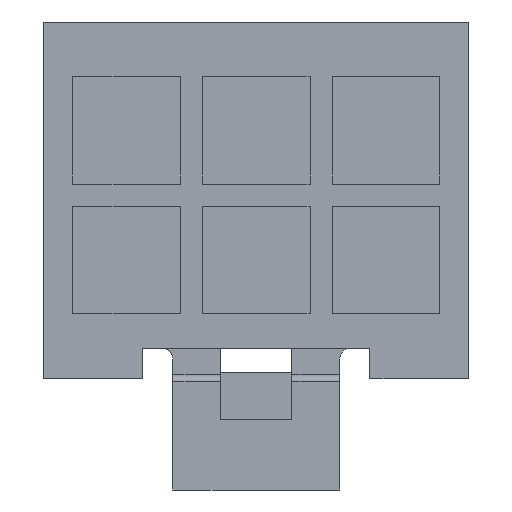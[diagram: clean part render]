
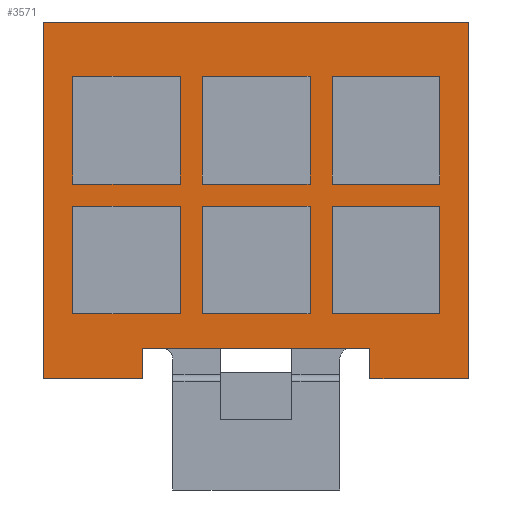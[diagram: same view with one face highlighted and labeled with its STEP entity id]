
A CAD part, front view. The second image highlights one B-rep face of the part: STEP entity #3571.
In plain terms, the highlighted planar face has unit normal (0, -1, 0).
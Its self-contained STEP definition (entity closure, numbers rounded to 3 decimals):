
#26=DIRECTION('',(0.,0.,-1.));
#27=VECTOR('',#26,8.25);
#28=CARTESIAN_POINT('',(4.92,-4.,4.13));
#29=LINE('',#28,#27);
#881=DIRECTION('',(1.,0.,0.));
#882=VECTOR('',#881,5.26);
#883=CARTESIAN_POINT('',(-2.63,-4.,-3.42));
#884=LINE('',#883,#882);
#885=DIRECTION('',(0.,0.,-1.));
#886=VECTOR('',#885,0.7);
#887=CARTESIAN_POINT('',(-2.63,-4.,-3.42));
#888=LINE('',#887,#886);
#889=DIRECTION('',(1.,0.,0.));
#890=VECTOR('',#889,9.85);
#891=CARTESIAN_POINT('',(-4.93,-4.,4.13));
#892=LINE('',#891,#890);
#893=DIRECTION('',(0.,0.,-1.));
#894=VECTOR('',#893,0.7);
#895=CARTESIAN_POINT('',(2.63,-4.,-3.42));
#896=LINE('',#895,#894);
#897=DIRECTION('',(0.,0.,1.));
#898=VECTOR('',#897,2.49);
#899=CARTESIAN_POINT('',(-1.755,-4.,-2.62));
#900=LINE('',#899,#898);
#901=DIRECTION('',(-1.,0.,0.));
#902=VECTOR('',#901,2.49);
#903=CARTESIAN_POINT('',(-1.755,-4.,-0.13));
#904=LINE('',#903,#902);
#905=DIRECTION('',(0.,0.,-1.));
#906=VECTOR('',#905,2.49);
#907=CARTESIAN_POINT('',(-4.245,-4.,-0.13));
#908=LINE('',#907,#906);
#909=DIRECTION('',(1.,0.,0.));
#910=VECTOR('',#909,2.49);
#911=CARTESIAN_POINT('',(-4.245,-4.,-2.62));
#912=LINE('',#911,#910);
#913=DIRECTION('',(0.,0.,1.));
#914=VECTOR('',#913,2.49);
#915=CARTESIAN_POINT('',(-1.755,-4.,0.38));
#916=LINE('',#915,#914);
#917=DIRECTION('',(-1.,0.,0.));
#918=VECTOR('',#917,2.49);
#919=CARTESIAN_POINT('',(-1.755,-4.,2.87));
#920=LINE('',#919,#918);
#921=DIRECTION('',(0.,0.,-1.));
#922=VECTOR('',#921,2.49);
#923=CARTESIAN_POINT('',(-4.245,-4.,2.87));
#924=LINE('',#923,#922);
#925=DIRECTION('',(1.,0.,0.));
#926=VECTOR('',#925,2.49);
#927=CARTESIAN_POINT('',(-4.245,-4.,0.38));
#928=LINE('',#927,#926);
#929=DIRECTION('',(0.,0.,1.));
#930=VECTOR('',#929,2.49);
#931=CARTESIAN_POINT('',(1.245,-4.,-2.62));
#932=LINE('',#931,#930);
#933=DIRECTION('',(-1.,0.,0.));
#934=VECTOR('',#933,2.49);
#935=CARTESIAN_POINT('',(1.245,-4.,-0.13));
#936=LINE('',#935,#934);
#937=DIRECTION('',(0.,0.,-1.));
#938=VECTOR('',#937,2.49);
#939=CARTESIAN_POINT('',(-1.245,-4.,-0.13));
#940=LINE('',#939,#938);
#941=DIRECTION('',(1.,0.,0.));
#942=VECTOR('',#941,2.49);
#943=CARTESIAN_POINT('',(-1.245,-4.,-2.62));
#944=LINE('',#943,#942);
#945=DIRECTION('',(0.,0.,1.));
#946=VECTOR('',#945,2.49);
#947=CARTESIAN_POINT('',(1.245,-4.,0.38));
#948=LINE('',#947,#946);
#949=DIRECTION('',(-1.,0.,0.));
#950=VECTOR('',#949,2.49);
#951=CARTESIAN_POINT('',(1.245,-4.,2.87));
#952=LINE('',#951,#950);
#953=DIRECTION('',(0.,0.,-1.));
#954=VECTOR('',#953,2.49);
#955=CARTESIAN_POINT('',(-1.245,-4.,2.87));
#956=LINE('',#955,#954);
#957=DIRECTION('',(1.,0.,0.));
#958=VECTOR('',#957,2.49);
#959=CARTESIAN_POINT('',(-1.245,-4.,0.38));
#960=LINE('',#959,#958);
#961=DIRECTION('',(0.,0.,1.));
#962=VECTOR('',#961,2.49);
#963=CARTESIAN_POINT('',(4.245,-4.,-2.62));
#964=LINE('',#963,#962);
#965=DIRECTION('',(-1.,0.,0.));
#966=VECTOR('',#965,2.49);
#967=CARTESIAN_POINT('',(4.245,-4.,-0.13));
#968=LINE('',#967,#966);
#969=DIRECTION('',(0.,0.,-1.));
#970=VECTOR('',#969,2.49);
#971=CARTESIAN_POINT('',(1.755,-4.,-0.13));
#972=LINE('',#971,#970);
#973=DIRECTION('',(1.,0.,0.));
#974=VECTOR('',#973,2.49);
#975=CARTESIAN_POINT('',(1.755,-4.,-2.62));
#976=LINE('',#975,#974);
#977=DIRECTION('',(0.,0.,1.));
#978=VECTOR('',#977,2.49);
#979=CARTESIAN_POINT('',(4.245,-4.,0.38));
#980=LINE('',#979,#978);
#981=DIRECTION('',(-1.,0.,0.));
#982=VECTOR('',#981,2.49);
#983=CARTESIAN_POINT('',(4.245,-4.,2.87));
#984=LINE('',#983,#982);
#985=DIRECTION('',(0.,0.,-1.));
#986=VECTOR('',#985,2.49);
#987=CARTESIAN_POINT('',(1.755,-4.,2.87));
#988=LINE('',#987,#986);
#989=DIRECTION('',(1.,0.,0.));
#990=VECTOR('',#989,2.49);
#991=CARTESIAN_POINT('',(1.755,-4.,0.38));
#992=LINE('',#991,#990);
#1336=DIRECTION('',(1.,0.,0.));
#1337=VECTOR('',#1336,2.29);
#1338=CARTESIAN_POINT('',(2.63,-4.,-4.12));
#1339=LINE('',#1338,#1337);
#1344=DIRECTION('',(1.,0.,0.));
#1345=VECTOR('',#1344,2.3);
#1346=CARTESIAN_POINT('',(-4.93,-4.,-4.12));
#1347=LINE('',#1346,#1345);
#1378=DIRECTION('',(0.,0.,1.));
#1379=VECTOR('',#1378,8.25);
#1380=CARTESIAN_POINT('',(-4.93,-4.,-4.12));
#1381=LINE('',#1380,#1379);
#1602=CARTESIAN_POINT('',(4.92,-4.,4.13));
#1604=VERTEX_POINT('',#1602);
#1605=CARTESIAN_POINT('',(4.92,-4.,-4.12));
#1606=VERTEX_POINT('',#1605);
#1621=CARTESIAN_POINT('',(-4.93,-4.,4.13));
#1623=VERTEX_POINT('',#1621);
#1625=CARTESIAN_POINT('',(-4.93,-4.,-4.12));
#1626=VERTEX_POINT('',#1625);
#1887=CARTESIAN_POINT('',(-2.63,-4.,-3.42));
#1888=CARTESIAN_POINT('',(2.63,-4.,-3.42));
#1889=VERTEX_POINT('',#1887);
#1890=VERTEX_POINT('',#1888);
#1891=CARTESIAN_POINT('',(2.63,-4.,-4.12));
#1892=VERTEX_POINT('',#1891);
#1893=CARTESIAN_POINT('',(-2.63,-4.,-4.12));
#1894=VERTEX_POINT('',#1893);
#2035=CARTESIAN_POINT('',(-1.755,-4.,-2.62));
#2036=CARTESIAN_POINT('',(-1.755,-4.,-0.13));
#2037=VERTEX_POINT('',#2035);
#2038=VERTEX_POINT('',#2036);
#2039=CARTESIAN_POINT('',(-4.245,-4.,-0.13));
#2040=VERTEX_POINT('',#2039);
#2041=CARTESIAN_POINT('',(-4.245,-4.,-2.62));
#2042=VERTEX_POINT('',#2041);
#2043=CARTESIAN_POINT('',(-1.755,-4.,0.38));
#2044=CARTESIAN_POINT('',(-1.755,-4.,2.87));
#2045=VERTEX_POINT('',#2043);
#2046=VERTEX_POINT('',#2044);
#2047=CARTESIAN_POINT('',(-4.245,-4.,2.87));
#2048=VERTEX_POINT('',#2047);
#2049=CARTESIAN_POINT('',(-4.245,-4.,0.38));
#2050=VERTEX_POINT('',#2049);
#2067=CARTESIAN_POINT('',(1.245,-4.,-2.62));
#2068=CARTESIAN_POINT('',(1.245,-4.,-0.13));
#2069=VERTEX_POINT('',#2067);
#2070=VERTEX_POINT('',#2068);
#2071=CARTESIAN_POINT('',(-1.245,-4.,-0.13));
#2072=VERTEX_POINT('',#2071);
#2073=CARTESIAN_POINT('',(-1.245,-4.,-2.62));
#2074=VERTEX_POINT('',#2073);
#2075=CARTESIAN_POINT('',(1.245,-4.,0.38));
#2076=CARTESIAN_POINT('',(1.245,-4.,2.87));
#2077=VERTEX_POINT('',#2075);
#2078=VERTEX_POINT('',#2076);
#2079=CARTESIAN_POINT('',(-1.245,-4.,2.87));
#2080=VERTEX_POINT('',#2079);
#2081=CARTESIAN_POINT('',(-1.245,-4.,0.38));
#2082=VERTEX_POINT('',#2081);
#2099=CARTESIAN_POINT('',(4.245,-4.,-2.62));
#2100=CARTESIAN_POINT('',(4.245,-4.,-0.13));
#2101=VERTEX_POINT('',#2099);
#2102=VERTEX_POINT('',#2100);
#2103=CARTESIAN_POINT('',(1.755,-4.,-0.13));
#2104=VERTEX_POINT('',#2103);
#2105=CARTESIAN_POINT('',(1.755,-4.,-2.62));
#2106=VERTEX_POINT('',#2105);
#2107=CARTESIAN_POINT('',(4.245,-4.,0.38));
#2108=CARTESIAN_POINT('',(4.245,-4.,2.87));
#2109=VERTEX_POINT('',#2107);
#2110=VERTEX_POINT('',#2108);
#2111=CARTESIAN_POINT('',(1.755,-4.,2.87));
#2112=VERTEX_POINT('',#2111);
#2113=CARTESIAN_POINT('',(1.755,-4.,0.38));
#2114=VERTEX_POINT('',#2113);
#3490=CARTESIAN_POINT('',(4.92,-4.,4.13));
#3491=DIRECTION('',(0.,-1.,0.));
#3492=DIRECTION('',(0.,0.,-1.));
#3493=AXIS2_PLACEMENT_3D('',#3490,#3491,#3492);
#3494=PLANE('',#3493);
#3496=ORIENTED_EDGE('',*,*,#3495,.F.);
#3498=ORIENTED_EDGE('',*,*,#3497,.T.);
#3500=ORIENTED_EDGE('',*,*,#3499,.F.);
#3502=ORIENTED_EDGE('',*,*,#3501,.T.);
#3503=ORIENTED_EDGE('',*,*,#3482,.T.);
#3504=ORIENTED_EDGE('',*,*,#2132,.T.);
#3506=ORIENTED_EDGE('',*,*,#3505,.F.);
#3508=ORIENTED_EDGE('',*,*,#3507,.F.);
#3509=EDGE_LOOP('',(#3496,#3498,#3500,#3502,#3503,#3504,#3506,#3508));
#3510=FACE_OUTER_BOUND('',#3509,.F.);
#3512=ORIENTED_EDGE('',*,*,#3511,.T.);
#3514=ORIENTED_EDGE('',*,*,#3513,.T.);
#3516=ORIENTED_EDGE('',*,*,#3515,.T.);
#3518=ORIENTED_EDGE('',*,*,#3517,.T.);
#3519=EDGE_LOOP('',(#3512,#3514,#3516,#3518));
#3520=FACE_BOUND('',#3519,.F.);
#3522=ORIENTED_EDGE('',*,*,#3521,.T.);
#3524=ORIENTED_EDGE('',*,*,#3523,.T.);
#3526=ORIENTED_EDGE('',*,*,#3525,.T.);
#3528=ORIENTED_EDGE('',*,*,#3527,.T.);
#3529=EDGE_LOOP('',(#3522,#3524,#3526,#3528));
#3530=FACE_BOUND('',#3529,.F.);
#3532=ORIENTED_EDGE('',*,*,#3531,.T.);
#3534=ORIENTED_EDGE('',*,*,#3533,.T.);
#3536=ORIENTED_EDGE('',*,*,#3535,.T.);
#3538=ORIENTED_EDGE('',*,*,#3537,.T.);
#3539=EDGE_LOOP('',(#3532,#3534,#3536,#3538));
#3540=FACE_BOUND('',#3539,.F.);
#3542=ORIENTED_EDGE('',*,*,#3541,.T.);
#3544=ORIENTED_EDGE('',*,*,#3543,.T.);
#3546=ORIENTED_EDGE('',*,*,#3545,.T.);
#3548=ORIENTED_EDGE('',*,*,#3547,.T.);
#3549=EDGE_LOOP('',(#3542,#3544,#3546,#3548));
#3550=FACE_BOUND('',#3549,.F.);
#3552=ORIENTED_EDGE('',*,*,#3551,.T.);
#3554=ORIENTED_EDGE('',*,*,#3553,.T.);
#3556=ORIENTED_EDGE('',*,*,#3555,.T.);
#3558=ORIENTED_EDGE('',*,*,#3557,.T.);
#3559=EDGE_LOOP('',(#3552,#3554,#3556,#3558));
#3560=FACE_BOUND('',#3559,.F.);
#3562=ORIENTED_EDGE('',*,*,#3561,.T.);
#3564=ORIENTED_EDGE('',*,*,#3563,.T.);
#3566=ORIENTED_EDGE('',*,*,#3565,.T.);
#3568=ORIENTED_EDGE('',*,*,#3567,.T.);
#3569=EDGE_LOOP('',(#3562,#3564,#3566,#3568));
#3570=FACE_BOUND('',#3569,.F.);
#3571=ADVANCED_FACE('',(#3510,#3520,#3530,#3540,#3550,#3560,#3570),#3494,.T.);
#2132=EDGE_CURVE('',#1604,#1606,#29,.T.);
#3482=EDGE_CURVE('',#1623,#1604,#892,.T.);
#3495=EDGE_CURVE('',#1889,#1890,#884,.T.);
#3497=EDGE_CURVE('',#1889,#1894,#888,.T.);
#3499=EDGE_CURVE('',#1626,#1894,#1347,.T.);
#3501=EDGE_CURVE('',#1626,#1623,#1381,.T.);
#3505=EDGE_CURVE('',#1892,#1606,#1339,.T.);
#3507=EDGE_CURVE('',#1890,#1892,#896,.T.);
#3511=EDGE_CURVE('',#2037,#2038,#900,.T.);
#3513=EDGE_CURVE('',#2038,#2040,#904,.T.);
#3515=EDGE_CURVE('',#2040,#2042,#908,.T.);
#3517=EDGE_CURVE('',#2042,#2037,#912,.T.);
#3521=EDGE_CURVE('',#2045,#2046,#916,.T.);
#3523=EDGE_CURVE('',#2046,#2048,#920,.T.);
#3525=EDGE_CURVE('',#2048,#2050,#924,.T.);
#3527=EDGE_CURVE('',#2050,#2045,#928,.T.);
#3531=EDGE_CURVE('',#2069,#2070,#932,.T.);
#3533=EDGE_CURVE('',#2070,#2072,#936,.T.);
#3535=EDGE_CURVE('',#2072,#2074,#940,.T.);
#3537=EDGE_CURVE('',#2074,#2069,#944,.T.);
#3541=EDGE_CURVE('',#2077,#2078,#948,.T.);
#3543=EDGE_CURVE('',#2078,#2080,#952,.T.);
#3545=EDGE_CURVE('',#2080,#2082,#956,.T.);
#3547=EDGE_CURVE('',#2082,#2077,#960,.T.);
#3551=EDGE_CURVE('',#2101,#2102,#964,.T.);
#3553=EDGE_CURVE('',#2102,#2104,#968,.T.);
#3555=EDGE_CURVE('',#2104,#2106,#972,.T.);
#3557=EDGE_CURVE('',#2106,#2101,#976,.T.);
#3561=EDGE_CURVE('',#2109,#2110,#980,.T.);
#3563=EDGE_CURVE('',#2110,#2112,#984,.T.);
#3565=EDGE_CURVE('',#2112,#2114,#988,.T.);
#3567=EDGE_CURVE('',#2114,#2109,#992,.T.);
